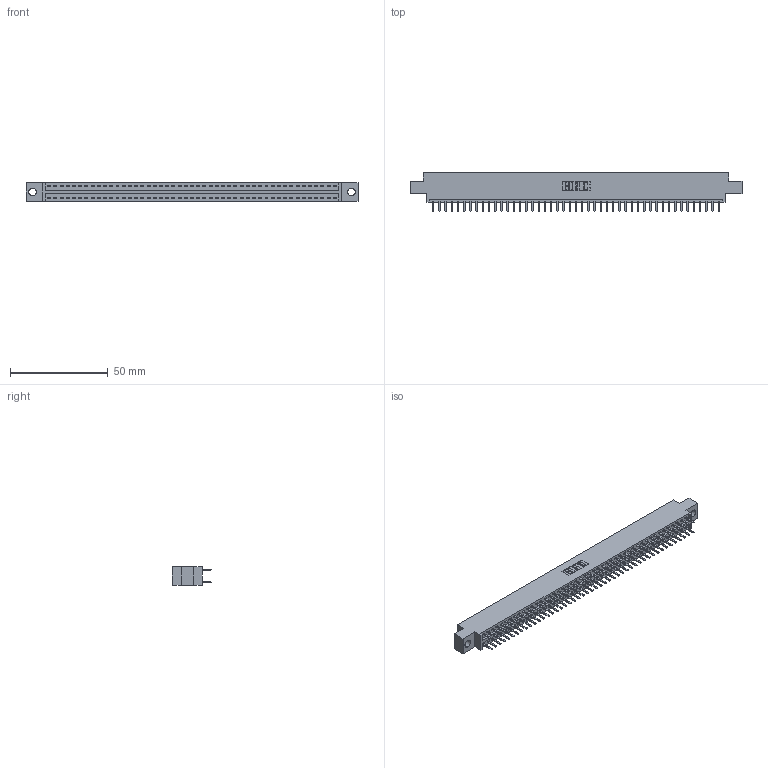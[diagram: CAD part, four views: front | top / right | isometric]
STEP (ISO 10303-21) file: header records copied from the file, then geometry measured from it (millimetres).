
FILE_DESCRIPTION (( 'STEP AP203' ), '1' );
FILE_NAME ('346-094-520-804.STEP', '2022-05-26T09:27:21', ( '' ), ( '' ), 'SwSTEP 2.0', 'SolidWorks 2020', '' );
FILE_SCHEMA (( 'CONFIG_CONTROL_DESIGN' ));
Length unit declared in the file: inch
Products named in the file (3): 346 Part_0.170 Offset - 0.156 Dia-TH; 345-292-001_345-293-120; 346-094-520-804
Assembly tree (95 placements, depth 2):
  346-094-520-804
    346 Part_0.170 Offset - 0.156 Dia-TH
    345-292-001_345-293-120  x94
Bounding box: 169.8 x 20.02 x 9.4 mm (x, y, z)
Volume: 16294.5 mm3; surface area: 22407.1 mm2
Topology: 95 solids, 95 shells, 5404 faces, 15699 edges, 10214 vertices
Faces by surface type: plane 3572, cylinder 1832
Entity records: 30665 total; most frequent: CARTESIAN_POINT 5066, ORIENTED_EDGE 4986, DIRECTION 4501, EDGE_CURVE 2493, LINE 2169, VECTOR 2169, VERTEX_POINT 1658, AXIS2_PLACEMENT_3D 1166
